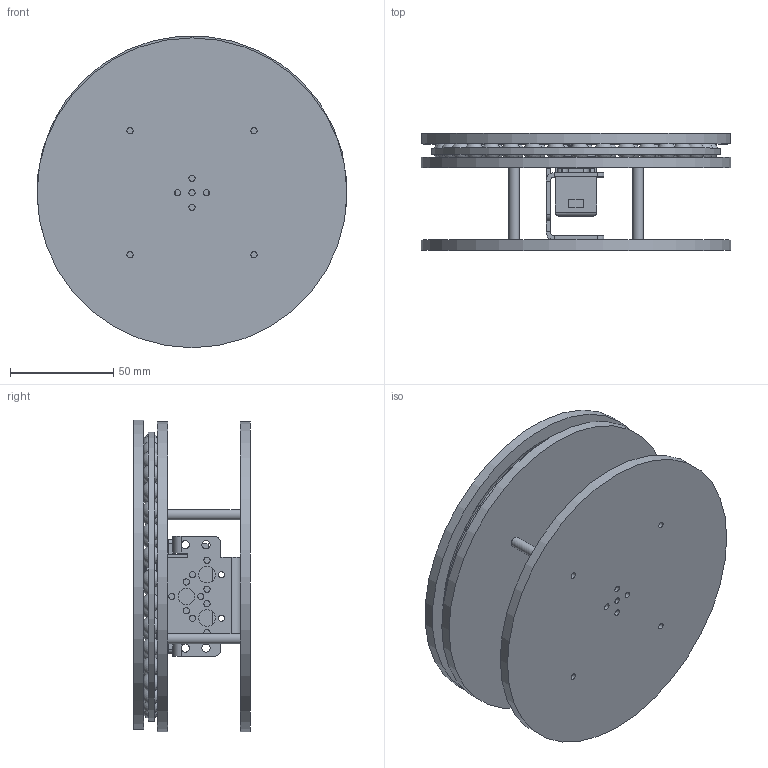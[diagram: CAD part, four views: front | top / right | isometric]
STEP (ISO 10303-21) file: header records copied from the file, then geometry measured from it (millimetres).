
FILE_DESCRIPTION(/* description */ (''),/* implementation_level */ '2;1');
FILE_NAME(/* name */ 'Base_modelo_6R_ipt_1c2fc65.STEP',/* time_stamp */ '2020-07-01T16:50:51-05:00',/* author */ ('Daniel Caycedo'),/* organization */ (''),/* preprocessor_version */ 'ST-DEVELOPER v16.5',/* originating_system */ 'Autodesk Inventor 2017',/* authorisation */ '');
FILE_SCHEMA (('AUTOMOTIVE_DESIGN { 1 0 10303 214 3 1 1 }'));
Length unit declared in the file: millimetre
Products named in the file (1): Base_modelo_6R
Bounding box: 150 x 56.5 x 150.77 mm (x, y, z)
Volume: 6693.9 mm3; surface area: 145915.7 mm2
Topology: 1 solids, 49 shells, 441 faces, 1309 edges, 859 vertices
Faces by surface type: cylinder 193, plane 137, sphere 70, torus 40, cone 1
Full cylindrical faces by diameter (mm): 2.5 x4, 3 x27, 4 x16, 5 x4, 8 x4, 9 x70, 13 x1, 20 x2, 118 x1, 140 x1, 150 x3
Entity records: 13326 total; most frequent: CARTESIAN_POINT 2380, DIRECTION 2279, ORIENTED_EDGE 1960, AXIS2_PLACEMENT_3D 950, EDGE_CURVE 910, EDGE_LOOP 818, VERTEX_POINT 669, CIRCLE 504
